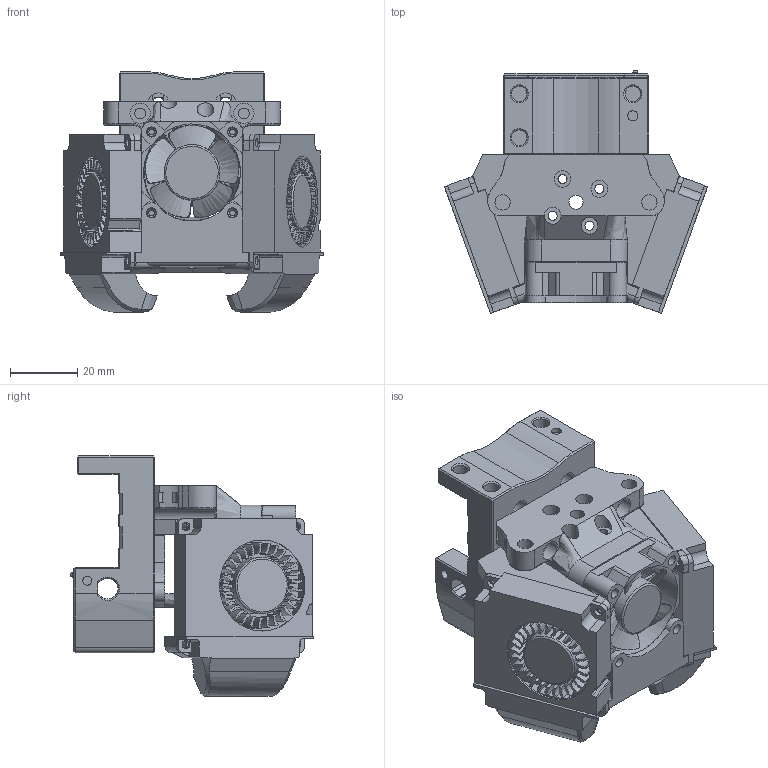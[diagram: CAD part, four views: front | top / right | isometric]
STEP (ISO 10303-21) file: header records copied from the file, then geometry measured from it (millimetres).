
FILE_DESCRIPTION(/* description */ ('STEP AP242','CAx-IF Rec.Pracs.---Representation and Presentation of Product Manufacturing Information (PMI)---4.0---2014-10-13','CAx-IF Rec.Pracs.---3D Tessellated Geometry---0.4---2014-09-14','2;1'),/* implementation_level */ '2;1');
FILE_NAME(/* name */ '62bc7be4232c517bf1c4f0da',/* time_stamp */ '2022-06-29T16:20:55+00:00',/* author */ (''),/* organization */ (''),/* preprocessor_version */ 'ST-DEVELOPER v18.102',/* originating_system */ ' ',/* authorisation */ ' ');
FILE_SCHEMA (('AP242_MANAGED_MODEL_BASED_3D_ENGINEERING_MIM_LF { 1 0 10303 442 1 1 4 }'));
Products named in the file (9): Mantis MGN12 Klicky Carriage; id14; 4010 Ducts - Faceplate; id11; 3010 Fan; Hotend Mount; 4010 Ducts - Tri-Vane; id20; id17
Bounding box: 78.08 x 72.05 x 71.3 mm (x, y, z)
Volume: 64581.2 mm3; surface area: 60785.3 mm2
Topology: 9 solids, 11 shells, 1757 faces, 5062 edges, 3302 vertices
Faces by surface type: plane 1154, cylinder 451, bspline 90, cone 58, torus 4
Full cylindrical faces by diameter (mm): 1.43 x1, 1.8 x9, 1.9 x6, 2.385 x2, 2.5 x8, 2.7 x9, 3 x7, 3.2 x4, 3.4 x4, 3.5 x2, 4.2 x1, 4.6 x9, 5 x4, 6 x6, 15 x1, 16.5 x1, 16.75 x2, 27 x2, 28.8 x1
Entity records: 63010 total; most frequent: CARTESIAN_POINT 17051, ORIENTED_EDGE 9836, DIRECTION 9102, EDGE_CURVE 4918, LINE 3332, VECTOR 3332, VERTEX_POINT 3256, AXIS2_PLACEMENT_3D 2885
